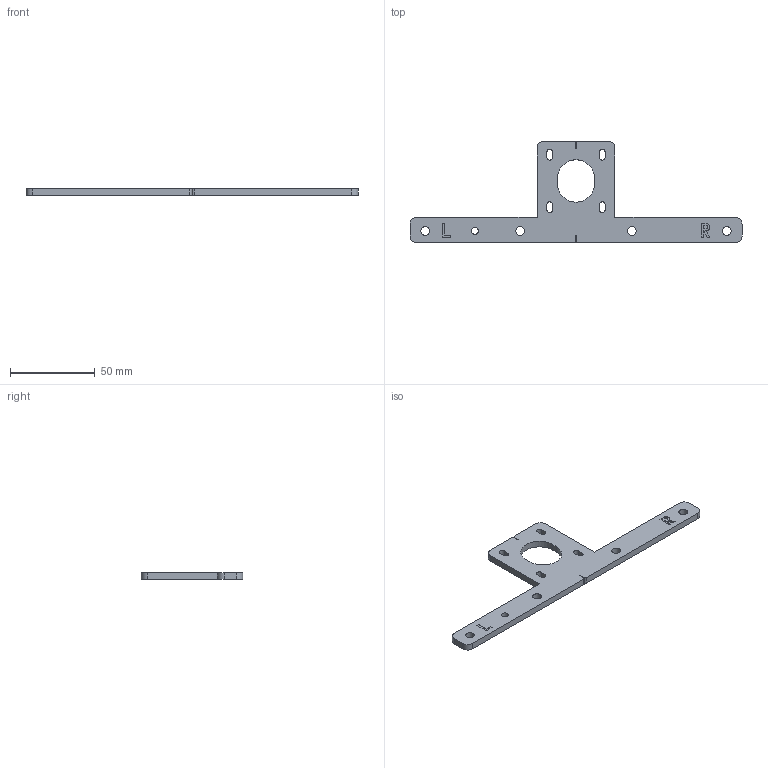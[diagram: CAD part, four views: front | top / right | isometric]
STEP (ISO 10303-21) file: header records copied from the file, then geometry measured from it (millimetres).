
FILE_DESCRIPTION(('FreeCAD Model'),'2;1');
FILE_NAME('Open CASCADE Shape Model','2025-10-30T11:23:39',( 'Benjamin W.'),('Chronic Mechatronic'), 'Open CASCADE STEP processor 7.8','FreeCAD','Unknown');
FILE_SCHEMA(('AUTOMOTIVE_DESIGN { 1 0 10303 214 1 1 1 1 }'));
Length unit declared in the file: millimetre
Products named in the file (1): front drill guide
Bounding box: 196 x 60 x 4 mm (x, y, z)
Volume: 17460.4 mm3; surface area: 11688.5 mm2
Topology: 1 solids, 1 shells, 74 faces, 207 edges, 138 vertices
Faces by surface type: plane 45, cylinder 29
Full cylindrical faces by diameter (mm): 4.1 x1, 5.1 x4
Entity records: 2451 total; most frequent: CARTESIAN_POINT 420, DIRECTION 415, ORIENTED_EDGE 414, EDGE_CURVE 207, LINE 149, VECTOR 149, VERTEX_POINT 138, AXIS2_PLACEMENT_3D 133
